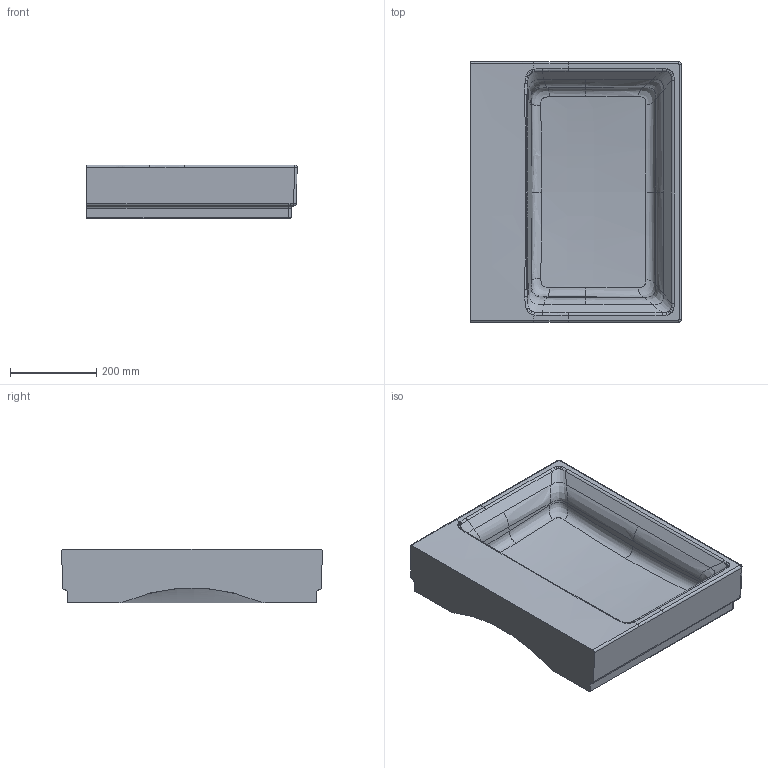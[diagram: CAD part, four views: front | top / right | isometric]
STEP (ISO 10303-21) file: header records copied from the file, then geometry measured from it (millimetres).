
FILE_DESCRIPTION(/* description */ ('Unknown'),/* implementation_level */ '2;1');
FILE_NAME(/* name */ '3947300H',/* time_stamp */ '2023-04-05T10:17:27+02:00',/* author */ ('Unknown'),/* organization */ ('GROHE AG'),/* preprocessor_version */ 'ST-DEVELOPER v16.7',/* originating_system */ 'DEX',/* authorisation */ $);
FILE_SCHEMA (('AUTOMOTIVE_DESIGN {1 0 10303 214 3 1 1}'));
Length unit declared in the file: millimetre
Products named in the file (1): 3947300H
Bounding box: 487.85 x 604.7 x 124.89 mm (x, y, z)
Volume: 19929698.4 mm3; surface area: 927559.7 mm2
Topology: 1 solids, 1 shells, 129 faces, 357 edges, 230 vertices
Faces by surface type: bspline 85, cylinder 26, plane 16, sphere 2
Entity records: 14060 total; most frequent: CARTESIAN_POINT 11491, ORIENTED_EDGE 714, EDGE_CURVE 357, DIRECTION 258, VERTEX_POINT 230, B_SPLINE_CURVE_WITH_KNOTS 178, EDGE_LOOP 129, FACE_BOUND 129
